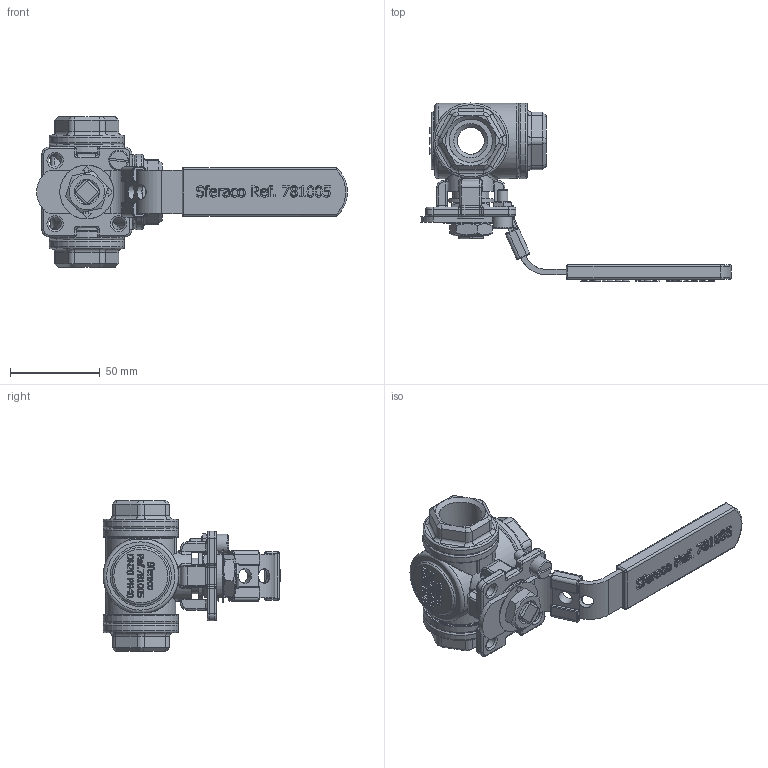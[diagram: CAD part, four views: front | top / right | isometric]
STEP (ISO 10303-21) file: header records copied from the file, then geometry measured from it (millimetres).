
FILE_DESCRIPTION(/* description */ ('781005'),/* implementation_level */ '2;1');
FILE_NAME(/* name */ '781005.stp',/* time_stamp */ '2016-11-10T14:57:47+01:00',/* author */ ('jmorand'),/* organization */ ('Sferaco'),/* preprocessor_version */ 'ST-DEVELOPER v16.5',/* originating_system */ 'Autodesk Inventor 2017',/* authorisation */ '');
FILE_SCHEMA (('AUTOMOTIVE_DESIGN { 1 0 10303 214 3 1 1 }'));
Length unit declared in the file: millimetre
Products named in the file (1): 781005_bd
Bounding box: 172.95 x 99 x 84 mm (x, y, z)
Volume: 149929.5 mm3; surface area: 48091.2 mm2
Topology: 1 solids, 8 shells, 1414 faces, 3657 edges, 2297 vertices
Faces by surface type: plane 569, bspline 405, cylinder 262, torus 105, cone 39, sphere 34
Full cylindrical faces by diameter (mm): 6 x2, 7 x4, 8 x2, 11 x1, 14 x2, 15 x5, 20 x1, 24.117 x3, 28 x2, 30 x1, 33.376 x3, 39 x1, 42 x6
Entity records: 51005 total; most frequent: CARTESIAN_POINT 17951, ORIENTED_EDGE 7102, DIRECTION 5469, EDGE_CURVE 3551, VERTEX_POINT 2269, LINE 1877, VECTOR 1877, AXIS2_PLACEMENT_3D 1796
